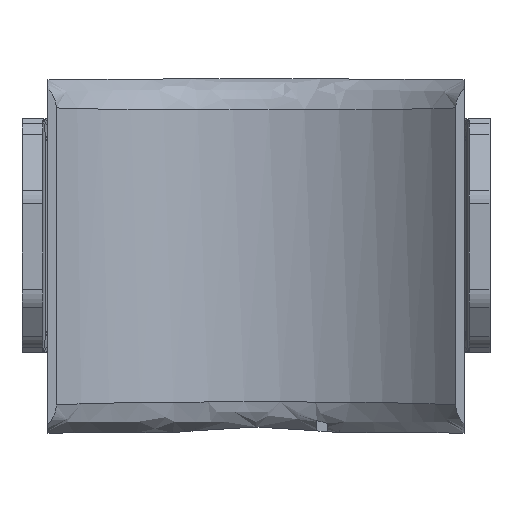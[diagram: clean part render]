
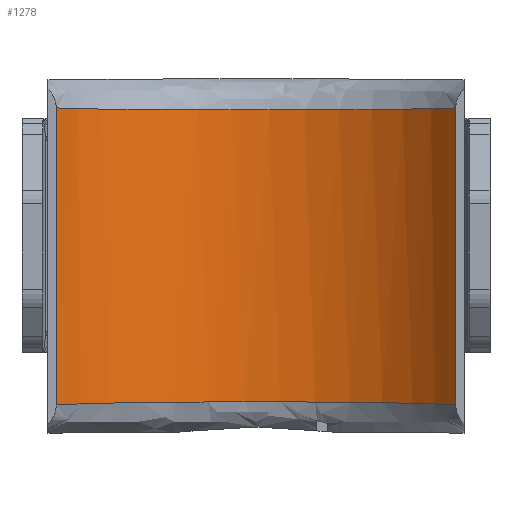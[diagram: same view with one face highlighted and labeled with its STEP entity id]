
A CAD part, front view. The second image highlights one B-rep face of the part: STEP entity #1278.
In plain terms, the highlighted cylindrical face has radius 25 mm (diameter 50 mm), a partial arc.
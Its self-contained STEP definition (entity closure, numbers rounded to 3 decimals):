
#75 = CARTESIAN_POINT ( 'NONE',  ( 12.238, -3.181, 14.101 ) ) ;
#152 = CARTESIAN_POINT ( 'NONE',  ( -1.843, 0., 14.042 ) ) ;
#300 = CARTESIAN_POINT ( 'NONE',  ( -13.799, -4.073, 14.121 ) ) ;
#618 = VERTEX_POINT ( 'NONE', #867 ) ;
#807 = VECTOR ( 'NONE', #9602, 1000. ) ;
#867 = CARTESIAN_POINT ( 'NONE',  ( 19.209, -9., 14.279 ) ) ;
#949 = CARTESIAN_POINT ( 'NONE',  ( -17.996, -7.623, -14.228 ) ) ;
#1140 = CARTESIAN_POINT ( 'NONE',  ( -9.771, -1.984, 14.076 ) ) ;
#1278 = ADVANCED_FACE ( 'NONE', ( #4485 ), #13875, .F. ) ;
#1292 = CARTESIAN_POINT ( 'NONE',  ( 3.658, -0.201, 14.045 ) ) ;
#1447 = VERTEX_POINT ( 'NONE', #8377 ) ;
#2096 = CARTESIAN_POINT ( 'NONE',  ( -18.621, -8.293, -14.252 ) ) ;
#2136 = CARTESIAN_POINT ( 'NONE',  ( -7.188, -1.038, 14.058 ) ) ;
#2249 = CARTESIAN_POINT ( 'NONE',  ( 12.238, -3.181, -14.101 ) ) ;
#2441 = CARTESIAN_POINT ( 'NONE',  ( 14.562, -4.658, 14.137 ) ) ;
#2728 = VERTEX_POINT ( 'NONE', #8946 ) ;
#3241 = EDGE_CURVE ( 'NONE', #2728, #1447, #13508, .T. ) ;
#3338 = DIRECTION ( 'NONE',  ( -1., 0., 0. ) ) ;
#3464 = CARTESIAN_POINT ( 'NONE',  ( -1.843, 0., -14.042 ) ) ;
#3539 = CARTESIAN_POINT ( 'NONE',  ( -6.31, -0.792, -14.054 ) ) ;
#3779 = B_SPLINE_CURVE_WITH_KNOTS ( 'NONE', 3,
 ( #13819, #12676, #4579, #2441, #11746, #75, #9238, #4726, #6787, #1292, #11596, #152, #13890, #9090, #2136, #8092, #12754, #1140, #5787, #4803, #300, #6242, #9458, #10828, #11903, #3886, #14116, #6094 ),
 .UNSPECIFIED., .F., .F.,
 ( 4, 2, 2, 2, 2, 2, 2, 2, 2, 2, 2, 2, 2, 4 ),
 ( 0., 0.005, 0.008, 0.011, 0.016, 0.022, 0.027, 0.03, 0.031, 0.033, 0.038, 0.04, 0.041, 0.044 ),
 .UNSPECIFIED. ) ;
#3886 = CARTESIAN_POINT ( 'NONE',  ( -17.996, -7.623, 14.228 ) ) ;
#3988 = LINE ( 'NONE', #6264, #5731 ) ;
#4461 = CARTESIAN_POINT ( 'NONE',  ( -10.189, -2.166, -14.079 ) ) ;
#4485 = FACE_OUTER_BOUND ( 'NONE', #14337, .T. ) ;
#4579 = CARTESIAN_POINT ( 'NONE',  ( 16.721, -6.326, 14.184 ) ) ;
#4593 = EDGE_CURVE ( 'NONE', #618, #1447, #3988, .T. ) ;
#4610 = CARTESIAN_POINT ( 'NONE',  ( 19.209, -9., -14.279 ) ) ;
#4684 = CARTESIAN_POINT ( 'NONE',  ( 1.837, 0., -14.042 ) ) ;
#4726 = CARTESIAN_POINT ( 'NONE',  ( 8.967, -1.593, 14.068 ) ) ;
#4803 = CARTESIAN_POINT ( 'NONE',  ( -12.248, -3.13, 14.099 ) ) ;
#4948 = CARTESIAN_POINT ( 'NONE',  ( -19.209, -9., 17. ) ) ;
#5082 = CARTESIAN_POINT ( 'NONE',  ( -19.209, -9., 14.279 ) ) ;
#5731 = VECTOR ( 'NONE', #8654, 1000. ) ;
#5787 = CARTESIAN_POINT ( 'NONE',  ( -10.189, -2.166, 14.079 ) ) ;
#5975 = CARTESIAN_POINT ( 'NONE',  ( 13.808, -4.139, -14.124 ) ) ;
#6012 = ORIENTED_EDGE ( 'NONE', *, *, #14601, .T. ) ;
#6094 = CARTESIAN_POINT ( 'NONE',  ( -19.209, -9., 14.279 ) ) ;
#6242 = CARTESIAN_POINT ( 'NONE',  ( -15.616, -5.472, 14.16 ) ) ;
#6264 = CARTESIAN_POINT ( 'NONE',  ( 19.209, -9., 17. ) ) ;
#6523 = CARTESIAN_POINT ( 'NONE',  ( -15.974, -5.763, -14.169 ) ) ;
#6745 = CARTESIAN_POINT ( 'NONE',  ( -17.007, -6.671, -14.197 ) ) ;
#6787 = CARTESIAN_POINT ( 'NONE',  ( 7.248, -1.003, 14.058 ) ) ;
#7562 = ORIENTED_EDGE ( 'NONE', *, *, #14665, .T. ) ;
#8092 = CARTESIAN_POINT ( 'NONE',  ( -8.492, -1.482, 14.066 ) ) ;
#8123 = CARTESIAN_POINT ( 'NONE',  ( 11.434, -2.75, -14.091 ) ) ;
#8196 = CARTESIAN_POINT ( 'NONE',  ( -7.188, -1.038, -14.058 ) ) ;
#8377 = CARTESIAN_POINT ( 'NONE',  ( 19.209, -9., -14.279 ) ) ;
#8550 = LINE ( 'NONE', #4948, #807 ) ;
#8654 = DIRECTION ( 'NONE',  ( 0., 0., -1. ) ) ;
#8946 = CARTESIAN_POINT ( 'NONE',  ( -19.209, -9., -14.279 ) ) ;
#9090 = CARTESIAN_POINT ( 'NONE',  ( -6.31, -0.792, 14.054 ) ) ;
#9147 = DIRECTION ( 'NONE',  ( 0., 0., -1. ) ) ;
#9238 = CARTESIAN_POINT ( 'NONE',  ( 11.434, -2.75, 14.091 ) ) ;
#9269 = CARTESIAN_POINT ( 'NONE',  ( 8.967, -1.593, -14.068 ) ) ;
#9345 = CARTESIAN_POINT ( 'NONE',  ( 3.658, -0.201, -14.045 ) ) ;
#9420 = CARTESIAN_POINT ( 'NONE',  ( -3.65, -0.201, -14.045 ) ) ;
#9458 = CARTESIAN_POINT ( 'NONE',  ( -15.974, -5.763, 14.169 ) ) ;
#9602 = DIRECTION ( 'NONE',  ( 0., 0., -1. ) ) ;
#10103 = VERTEX_POINT ( 'NONE', #5082 ) ;
#10259 = CARTESIAN_POINT ( 'NONE',  ( -15.616, -5.472, -14.16 ) ) ;
#10476 = CARTESIAN_POINT ( 'NONE',  ( -8.492, -1.482, -14.066 ) ) ;
#10539 = AXIS2_PLACEMENT_3D ( 'NONE', #12236, #9147, #3338 ) ;
#10828 = CARTESIAN_POINT ( 'NONE',  ( -16.669, -6.362, 14.187 ) ) ;
#11289 = ORIENTED_EDGE ( 'NONE', *, *, #4593, .F. ) ;
#11406 = CARTESIAN_POINT ( 'NONE',  ( -16.669, -6.362, -14.187 ) ) ;
#11596 = CARTESIAN_POINT ( 'NONE',  ( 1.837, 0., 14.042 ) ) ;
#11746 = CARTESIAN_POINT ( 'NONE',  ( 13.808, -4.139, 14.124 ) ) ;
#11903 = CARTESIAN_POINT ( 'NONE',  ( -17.007, -6.671, 14.197 ) ) ;
#12236 = CARTESIAN_POINT ( 'NONE',  ( 0., -25., 17. ) ) ;
#12559 = CARTESIAN_POINT ( 'NONE',  ( -19.209, -9., -14.279 ) ) ;
#12676 = CARTESIAN_POINT ( 'NONE',  ( 18.032, -7.586, 14.224 ) ) ;
#12711 = CARTESIAN_POINT ( 'NONE',  ( 16.721, -6.326, -14.184 ) ) ;
#12754 = CARTESIAN_POINT ( 'NONE',  ( -8.923, -1.642, 14.069 ) ) ;
#12786 = CARTESIAN_POINT ( 'NONE',  ( 14.562, -4.658, -14.137 ) ) ;
#13114 = ORIENTED_EDGE ( 'NONE', *, *, #3241, .T. ) ;
#13508 = B_SPLINE_CURVE_WITH_KNOTS ( 'NONE', 3,
 ( #12559, #2096, #949, #6745, #11406, #6523, #10259, #13555, #14918, #4461, #13779, #14626, #10476, #8196, #3539, #9420, #3464, #4684, #9345, #14997, #9269, #8123, #2249, #5975, #12786, #12711, #14073, #4610 ),
 .UNSPECIFIED., .F., .F.,
 ( 4, 2, 2, 2, 2, 2, 2, 2, 2, 2, 2, 2, 2, 4 ),
 ( 0., 0.003, 0.004, 0.005, 0.011, 0.012, 0.014, 0.016, 0.022, 0.027, 0.033, 0.036, 0.038, 0.044 ),
 .UNSPECIFIED. ) ;
#13555 = CARTESIAN_POINT ( 'NONE',  ( -13.799, -4.073, -14.121 ) ) ;
#13779 = CARTESIAN_POINT ( 'NONE',  ( -9.771, -1.984, -14.076 ) ) ;
#13819 = CARTESIAN_POINT ( 'NONE',  ( 19.209, -9., 14.279 ) ) ;
#13875 = CYLINDRICAL_SURFACE ( 'NONE', #10539, 25. ) ;
#13890 = CARTESIAN_POINT ( 'NONE',  ( -3.65, -0.201, 14.045 ) ) ;
#14073 = CARTESIAN_POINT ( 'NONE',  ( 18.032, -7.586, -14.224 ) ) ;
#14116 = CARTESIAN_POINT ( 'NONE',  ( -18.621, -8.293, 14.252 ) ) ;
#14337 = EDGE_LOOP ( 'NONE', ( #7562, #13114, #11289, #6012 ) ) ;
#14601 = EDGE_CURVE ( 'NONE', #618, #10103, #3779, .T. ) ;
#14626 = CARTESIAN_POINT ( 'NONE',  ( -8.923, -1.642, -14.069 ) ) ;
#14665 = EDGE_CURVE ( 'NONE', #10103, #2728, #8550, .T. ) ;
#14918 = CARTESIAN_POINT ( 'NONE',  ( -12.248, -3.13, -14.099 ) ) ;
#14997 = CARTESIAN_POINT ( 'NONE',  ( 7.248, -1.003, -14.058 ) ) ;
